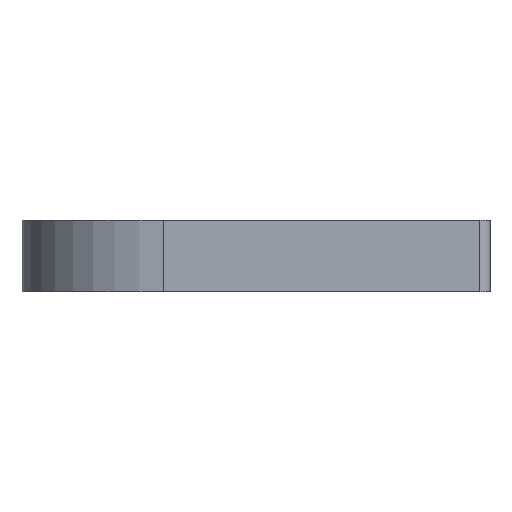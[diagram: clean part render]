
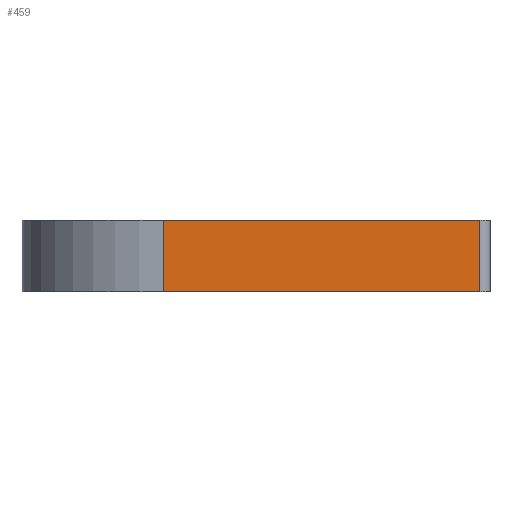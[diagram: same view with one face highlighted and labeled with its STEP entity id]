
A CAD part, left-side view. The second image highlights one B-rep face of the part: STEP entity #459.
In plain terms, the highlighted planar face has unit normal (-1, 0, 0).
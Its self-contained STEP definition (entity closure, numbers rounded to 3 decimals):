
#41 = VERTEX_POINT('',#42);
#42 = CARTESIAN_POINT('',(-15.5,-30.15,0.));
#49 = EDGE_CURVE('',#41,#50,#52,.T.);
#50 = VERTEX_POINT('',#51);
#51 = CARTESIAN_POINT('',(-15.5,0.,0.));
#52 = LINE('',#53,#54);
#53 = CARTESIAN_POINT('',(-15.5,-31.15,0.));
#54 = VECTOR('',#55,1.);
#55 = DIRECTION('',(0.,1.,0.));
#414 = EDGE_CURVE('',#41,#415,#417,.T.);
#415 = VERTEX_POINT('',#416);
#416 = CARTESIAN_POINT('',(-15.5,-30.15,6.8));
#417 = LINE('',#418,#419);
#418 = CARTESIAN_POINT('',(-15.5,-30.15,0.));
#419 = VECTOR('',#420,1.);
#420 = DIRECTION('',(0.,0.,1.));
#459 = ADVANCED_FACE('',(#460),#478,.T.);
#460 = FACE_BOUND('',#461,.T.);
#461 = EDGE_LOOP('',(#462,#463,#464,#472));
#462 = ORIENTED_EDGE('',*,*,#49,.F.);
#463 = ORIENTED_EDGE('',*,*,#414,.T.);
#464 = ORIENTED_EDGE('',*,*,#465,.T.);
#465 = EDGE_CURVE('',#415,#466,#468,.T.);
#466 = VERTEX_POINT('',#467);
#467 = CARTESIAN_POINT('',(-15.5,0.,6.8));
#468 = LINE('',#469,#470);
#469 = CARTESIAN_POINT('',(-15.5,-31.15,6.8));
#470 = VECTOR('',#471,1.);
#471 = DIRECTION('',(0.,1.,0.));
#472 = ORIENTED_EDGE('',*,*,#473,.F.);
#473 = EDGE_CURVE('',#50,#466,#474,.T.);
#474 = LINE('',#475,#476);
#475 = CARTESIAN_POINT('',(-15.5,0.,0.));
#476 = VECTOR('',#477,1.);
#477 = DIRECTION('',(0.,0.,1.));
#478 = PLANE('',#479);
#479 = AXIS2_PLACEMENT_3D('',#480,#481,#482);
#480 = CARTESIAN_POINT('',(-15.5,-31.15,0.));
#481 = DIRECTION('',(-1.,0.,0.));
#482 = DIRECTION('',(0.,1.,0.));
